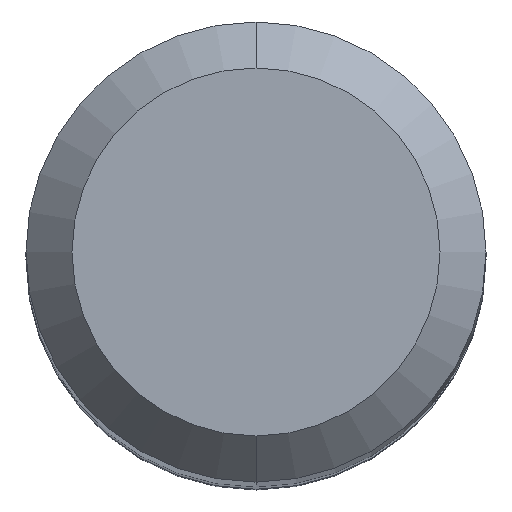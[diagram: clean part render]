
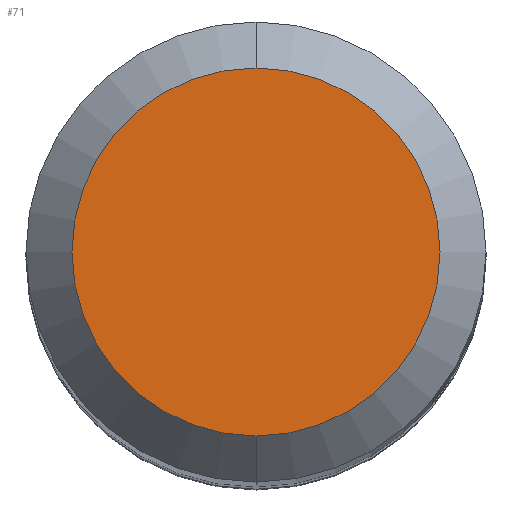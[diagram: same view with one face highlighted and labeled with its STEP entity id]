
A CAD part, top view. The second image highlights one B-rep face of the part: STEP entity #71.
In plain terms, the highlighted planar face has unit normal (0, 0, 1).
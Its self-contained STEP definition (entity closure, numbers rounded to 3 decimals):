
#71=ADVANCED_FACE('',(#153),#154,.T.);
#153=FACE_OUTER_BOUND('',#247,.T.);
#154=PLANE('',#248);
#247=EDGE_LOOP('',(#374,#375));
#248=AXIS2_PLACEMENT_3D('',#376,#377,#378);
#374=ORIENTED_EDGE('',*,*,#510,.F.);
#375=ORIENTED_EDGE('',*,*,#531,.F.);
#376=CARTESIAN_POINT('',(0.,1.2,35.763));
#377=DIRECTION('',(0.,0.0,1.0));
#378=DIRECTION('',(0.0,-1.0,0.0));
#510=EDGE_CURVE('',#609,#611,#612,.T.);
#531=EDGE_CURVE('',#611,#609,#641,.T.);
#609=VERTEX_POINT('',#717);
#611=VERTEX_POINT('',#720);
#612=CIRCLE('',#721,2.4);
#641=CIRCLE('',#753,2.4);
#717=CARTESIAN_POINT('',(0.,2.4,35.763));
#720=CARTESIAN_POINT('',(0.,-2.4,35.763));
#721=AXIS2_PLACEMENT_3D('',#828,#829,#830);
#753=AXIS2_PLACEMENT_3D('',#867,#868,#869);
#828=CARTESIAN_POINT('',(0.,0.0,35.763));
#829=DIRECTION('',(0.,0.0,-1.0));
#830=DIRECTION('',(0.0,1.0,0.0));
#867=CARTESIAN_POINT('',(0.,0.0,35.763));
#868=DIRECTION('',(0.,0.0,-1.0));
#869=DIRECTION('',(0.0,1.0,0.0));
